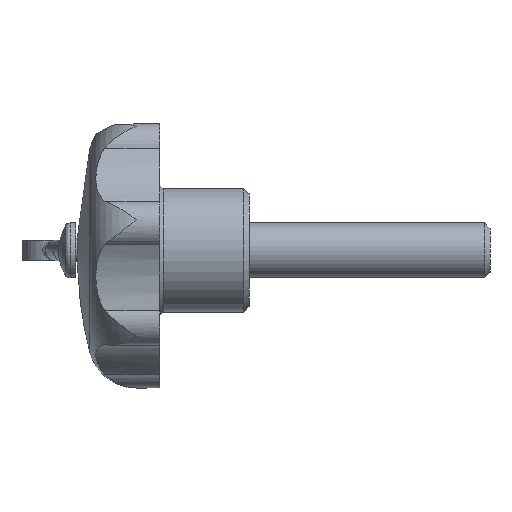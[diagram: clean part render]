
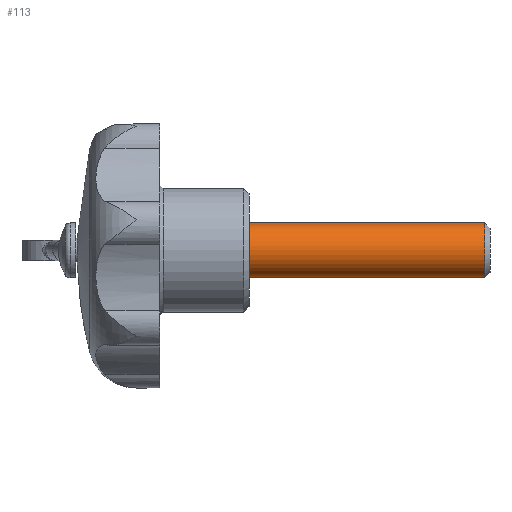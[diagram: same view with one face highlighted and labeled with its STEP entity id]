
A CAD part, left-side view. The second image highlights one B-rep face of the part: STEP entity #113.
In plain terms, the highlighted cylindrical face has radius 4 mm (diameter 8 mm), a full revolution.
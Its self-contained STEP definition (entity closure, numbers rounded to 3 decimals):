
#113 = ADVANCED_FACE( '', ( #264, #265 ), #266, .T. );
#264 = FACE_OUTER_BOUND( '', #462, .T. );
#265 = FACE_OUTER_BOUND( '', #463, .T. );
#266 = CYLINDRICAL_SURFACE( '', #464, 4. );
#462 = EDGE_LOOP( '', ( #754 ) );
#463 = EDGE_LOOP( '', ( #755 ) );
#464 = AXIS2_PLACEMENT_3D( '', #756, #757, #758 );
#754 = ORIENTED_EDGE( '', *, *, #1184, .F. );
#755 = ORIENTED_EDGE( '', *, *, #1185, .T. );
#756 = CARTESIAN_POINT( '', ( 0., -35., 0. ) );
#757 = DIRECTION( '', ( 0., 1., 0. ) );
#758 = DIRECTION( '', ( 0., 0., -1. ) );
#1184 = EDGE_CURVE( '', #1436, #1436, #1437, .T. );
#1185 = EDGE_CURVE( '', #1438, #1438, #1439, .T. );
#1436 = VERTEX_POINT( '', #1954 );
#1437 = CIRCLE( '', #1955, 4. );
#1438 = VERTEX_POINT( '', #1956 );
#1439 = CIRCLE( '', #1957, 4. );
#1954 = CARTESIAN_POINT( '', ( 0., -34.233, -4. ) );
#1955 = AXIS2_PLACEMENT_3D( '', #2485, #2486, #2487 );
#1956 = CARTESIAN_POINT( '', ( 0., 0., -4. ) );
#1957 = AXIS2_PLACEMENT_3D( '', #2488, #2489, #2490 );
#2485 = CARTESIAN_POINT( '', ( 0., -34.233, 0. ) );
#2486 = DIRECTION( '', ( 0., -1., 0. ) );
#2487 = DIRECTION( '', ( 0., 0., -1. ) );
#2488 = CARTESIAN_POINT( '', ( 0., 0., 0. ) );
#2489 = DIRECTION( '', ( 0., -1., 0. ) );
#2490 = DIRECTION( '', ( 0., 0., -1. ) );
